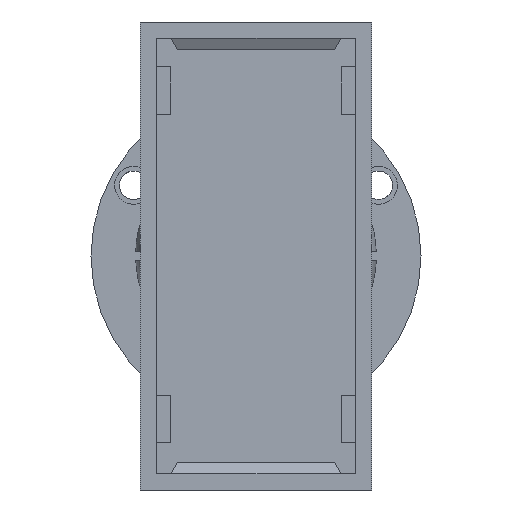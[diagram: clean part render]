
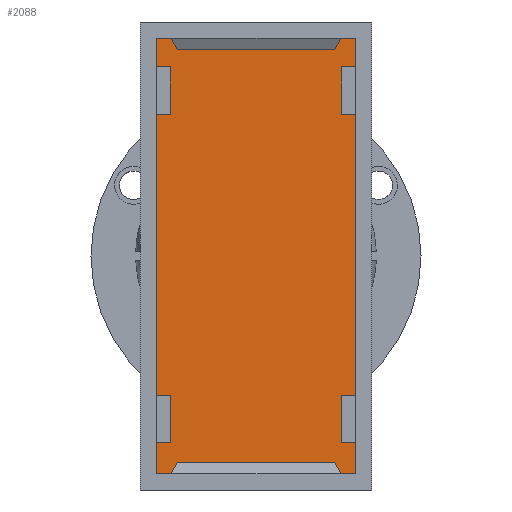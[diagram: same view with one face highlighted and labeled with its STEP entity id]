
A CAD part, front view. The second image highlights one B-rep face of the part: STEP entity #2088.
In plain terms, the highlighted planar face has unit normal (0, -1, 0).
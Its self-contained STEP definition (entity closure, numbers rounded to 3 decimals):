
#150=LINE('',#10951,#309);
#151=LINE('',#10953,#310);
#152=LINE('',#10955,#311);
#153=LINE('',#10956,#312);
#309=VECTOR('',#2547,10.);
#310=VECTOR('',#2548,10.);
#311=VECTOR('',#2549,10.);
#312=VECTOR('',#2550,10.);
#430=PLANE('',#2236);
#539=FACE_OUTER_BOUND('',#660,.T.);
#660=EDGE_LOOP('',(#1811,#1812,#1813,#1814));
#1013=VERTEX_POINT('',#10949);
#1014=VERTEX_POINT('',#10950);
#1015=VERTEX_POINT('',#10952);
#1016=VERTEX_POINT('',#10954);
#1291=EDGE_CURVE('',#1013,#1014,#150,.T.);
#1292=EDGE_CURVE('',#1014,#1015,#151,.T.);
#1293=EDGE_CURVE('',#1015,#1016,#152,.T.);
#1294=EDGE_CURVE('',#1016,#1013,#153,.T.);
#1811=ORIENTED_EDGE('',*,*,#1291,.T.);
#1812=ORIENTED_EDGE('',*,*,#1292,.T.);
#1813=ORIENTED_EDGE('',*,*,#1293,.T.);
#1814=ORIENTED_EDGE('',*,*,#1294,.T.);
#2088=ADVANCED_FACE('',(#539),#430,.F.);
#2236=AXIS2_PLACEMENT_3D('',#10948,#2545,#2546);
#2545=DIRECTION('center_axis',(0.,1.,0.));
#2546=DIRECTION('ref_axis',(-1.,0.,0.));
#2547=DIRECTION('',(0.,0.,1.));
#2548=DIRECTION('',(-1.,0.,0.));
#2549=DIRECTION('',(0.,0.,-1.));
#2550=DIRECTION('',(1.,0.,0.));
#10948=CARTESIAN_POINT('Origin',(0.,6.,0.));
#10949=CARTESIAN_POINT('',(10.55,6.,-23.05));
#10950=CARTESIAN_POINT('',(10.55,6.,23.05));
#10951=CARTESIAN_POINT('',(10.55,6.,-23.05));
#10952=CARTESIAN_POINT('',(-10.55,6.,23.05));
#10953=CARTESIAN_POINT('',(10.55,6.,23.05));
#10954=CARTESIAN_POINT('',(-10.55,6.,-23.05));
#10955=CARTESIAN_POINT('',(-10.55,6.,23.05));
#10956=CARTESIAN_POINT('',(-10.55,6.,-23.05));
